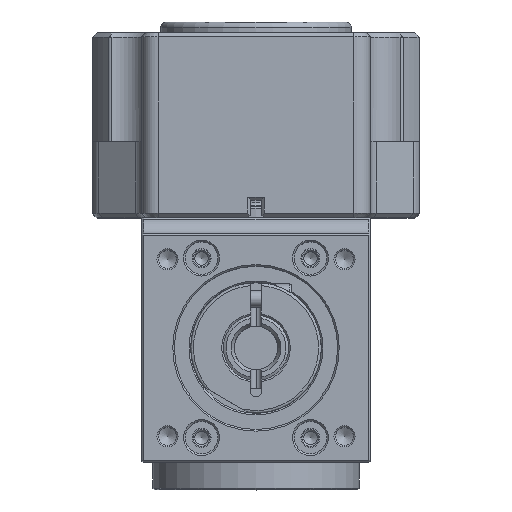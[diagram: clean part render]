
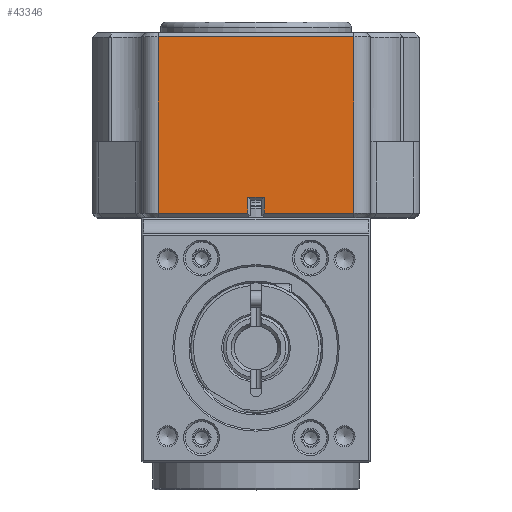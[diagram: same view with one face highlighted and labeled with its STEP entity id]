
A CAD part, top view. The second image highlights one B-rep face of the part: STEP entity #43346.
In plain terms, the highlighted planar face has unit normal (0, 0, 1).
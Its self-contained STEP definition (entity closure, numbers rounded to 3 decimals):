
#742 = CARTESIAN_POINT ( 'NONE',  ( -1.5, 3.7, 53. ) ) ;
#3773 = DIRECTION ( 'NONE',  ( -1., 0., 0. ) ) ;
#3817 = CARTESIAN_POINT ( 'NONE',  ( -18., 33.2, 53. ) ) ;
#3823 = LINE ( 'NONE', #3817, #19596 ) ;
#3865 = EDGE_CURVE ( 'NONE', #12450, #19590, #38217, .T. ) ;
#4224 = CARTESIAN_POINT ( 'NONE',  ( 18., 0.8, 53. ) ) ;
#4299 = DIRECTION ( 'NONE',  ( 1., 0., 0. ) ) ;
#4345 = CARTESIAN_POINT ( 'NONE',  ( 18., 0.8, 53. ) ) ;
#4352 = LINE ( 'NONE', #4345, #15988 ) ;
#4417 = VECTOR ( 'NONE', #5246, 1000. ) ;
#5246 = DIRECTION ( 'NONE',  ( 0., -1., 0. ) ) ;
#5251 = CARTESIAN_POINT ( 'NONE',  ( 18., 34., 53. ) ) ;
#5257 = LINE ( 'NONE', #5251, #4417 ) ;
#5265 = VERTEX_POINT ( 'NONE', #18674 ) ;
#6777 = VECTOR ( 'NONE', #38173, 1000. ) ;
#9983 = AXIS2_PLACEMENT_3D ( 'NONE', #18199, #18189, #18138 ) ;
#10668 = EDGE_CURVE ( 'NONE', #21402, #12450, #26938, .T. ) ;
#12450 = VERTEX_POINT ( 'NONE', #40296 ) ;
#15572 = EDGE_CURVE ( 'NONE', #19590, #20806, #38033, .T. ) ;
#15988 = VECTOR ( 'NONE', #4299, 1000. ) ;
#18138 = DIRECTION ( 'NONE',  ( -1., 0., 0. ) ) ;
#18189 = DIRECTION ( 'NONE',  ( 0., 0., -1. ) ) ;
#18199 = CARTESIAN_POINT ( 'NONE',  ( 18., 34., 53. ) ) ;
#18239 = PLANE ( 'NONE',  #9983 ) ;
#18245 = FACE_OUTER_BOUND ( 'NONE', #26358, .T. ) ;
#18674 = CARTESIAN_POINT ( 'NONE',  ( 1.5, 0.8, 53. ) ) ;
#18811 = CARTESIAN_POINT ( 'NONE',  ( -1.5, 0.8, 53. ) ) ;
#19590 = VERTEX_POINT ( 'NONE', #18811 ) ;
#19596 = VECTOR ( 'NONE', #3773, 1000. ) ;
#20540 = EDGE_CURVE ( 'NONE', #5265, #26798, #4352, .T. ) ;
#20569 = EDGE_CURVE ( 'NONE', #32699, #21402, #3823, .T. ) ;
#20806 = VERTEX_POINT ( 'NONE', #742 ) ;
#21402 = VERTEX_POINT ( 'NONE', #36652 ) ;
#22160 = ORIENTED_EDGE ( 'NONE', *, *, #15572, .T. ) ;
#22217 = ORIENTED_EDGE ( 'NONE', *, *, #3865, .T. ) ;
#22226 = ORIENTED_EDGE ( 'NONE', *, *, #10668, .T. ) ;
#22491 = ORIENTED_EDGE ( 'NONE', *, *, #20569, .T. ) ;
#22558 = ORIENTED_EDGE ( 'NONE', *, *, #44046, .F. ) ;
#22728 = ORIENTED_EDGE ( 'NONE', *, *, #20540, .T. ) ;
#22733 = ORIENTED_EDGE ( 'NONE', *, *, #28190, .T. ) ;
#22836 = ORIENTED_EDGE ( 'NONE', *, *, #38630, .T. ) ;
#24904 = DIRECTION ( 'NONE',  ( 0., -1., 0. ) ) ;
#24919 = CARTESIAN_POINT ( 'NONE',  ( 1.5, 34., 53. ) ) ;
#24962 = LINE ( 'NONE', #24919, #27618 ) ;
#26358 = EDGE_LOOP ( 'NONE', ( #22836, #22733, #22728, #22558, #22491, #22226, #22217, #22160 ) ) ;
#26798 = VERTEX_POINT ( 'NONE', #4224 ) ;
#26879 = DIRECTION ( 'NONE',  ( 0., -1., 0. ) ) ;
#26919 = CARTESIAN_POINT ( 'NONE',  ( -18., 34., 53. ) ) ;
#26938 = LINE ( 'NONE', #26919, #37969 ) ;
#27618 = VECTOR ( 'NONE', #24904, 1000. ) ;
#28190 = EDGE_CURVE ( 'NONE', #30685, #5265, #24962, .T. ) ;
#30685 = VERTEX_POINT ( 'NONE', #31193 ) ;
#31193 = CARTESIAN_POINT ( 'NONE',  ( 1.5, 3.7, 53. ) ) ;
#32699 = VERTEX_POINT ( 'NONE', #43796 ) ;
#33737 = VECTOR ( 'NONE', #39930, 1000. ) ;
#36652 = CARTESIAN_POINT ( 'NONE',  ( -18., 33.2, 53. ) ) ;
#37926 = DIRECTION ( 'NONE',  ( 0., 1., 0. ) ) ;
#37969 = VECTOR ( 'NONE', #26879, 1000. ) ;
#37978 = CARTESIAN_POINT ( 'NONE',  ( -1.5, 34., 53. ) ) ;
#38033 = LINE ( 'NONE', #37978, #44173 ) ;
#38173 = DIRECTION ( 'NONE',  ( 1., 0., 0. ) ) ;
#38210 = CARTESIAN_POINT ( 'NONE',  ( 18., 0.8, 53. ) ) ;
#38217 = LINE ( 'NONE', #38210, #6777 ) ;
#38630 = EDGE_CURVE ( 'NONE', #20806, #30685, #39982, .T. ) ;
#39930 = DIRECTION ( 'NONE',  ( 1., 0., 0. ) ) ;
#39973 = CARTESIAN_POINT ( 'NONE',  ( 1., 3.7, 53. ) ) ;
#39982 = LINE ( 'NONE', #39973, #33737 ) ;
#40296 = CARTESIAN_POINT ( 'NONE',  ( -18., 0.8, 53. ) ) ;
#43346 = ADVANCED_FACE ( 'NONE', ( #18245 ), #18239, .F. ) ;
#43796 = CARTESIAN_POINT ( 'NONE',  ( 18., 33.2, 53. ) ) ;
#44046 = EDGE_CURVE ( 'NONE', #32699, #26798, #5257, .T. ) ;
#44173 = VECTOR ( 'NONE', #37926, 1000. ) ;
